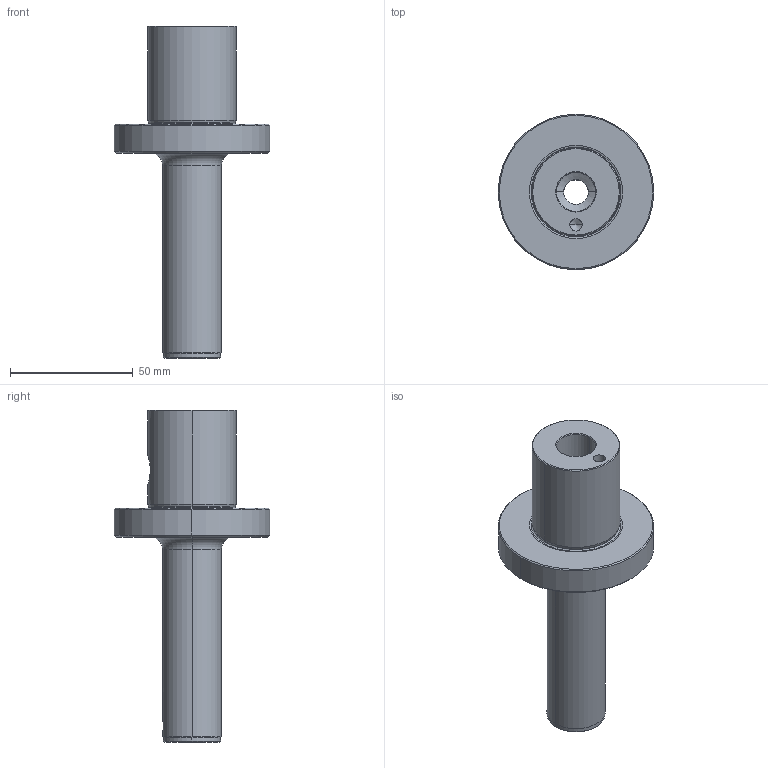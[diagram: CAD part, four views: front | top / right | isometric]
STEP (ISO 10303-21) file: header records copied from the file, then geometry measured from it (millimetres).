
FILE_DESCRIPTION(('no description'),'unknown implementation level');
FILE_NAME('B9E732E5-A6C7-4CCA-B61B-A04159894580_export.stp',' ',('CIMSOURCE GmbH'),('CADClick - KiM GmbH - www.kimweb.de'),'unknown preprocess','ACIS','unknown authorization');
FILE_SCHEMA(('automotive_design'));
Length unit declared in the file: millimetre
Products named in the file (2): 332.620 Kaiser CK6 X CK2 X 115B|332.620 Kaiser CK6 X CK2 X 115B_Standard;NONE; 332.620 Kaiser CK6 X CK2 X 115B|690.432 Kaiser ETL M5 X 6,5 CK2_Standard;NONE
Bounding box: 63.5 x 63.5 x 135.5 mm (x, y, z)
Volume: 98197.4 mm3; surface area: 24908.5 mm2
Topology: 2 solids, 2 shells, 110 faces, 246 edges, 140 vertices
Faces by surface type: cone 46, cylinder 30, plane 28, torus 6
Entity records: 6129 total; most frequent: CARTESIAN_POINT 826, DIRECTION 558, STYLED_ITEM 494, PRESENTATION_STYLE_ASSIGNMENT 494, COLOUR_RGB 494, ORIENTED_EDGE 484, EDGE_CURVE 242, CURVE_STYLE 242
